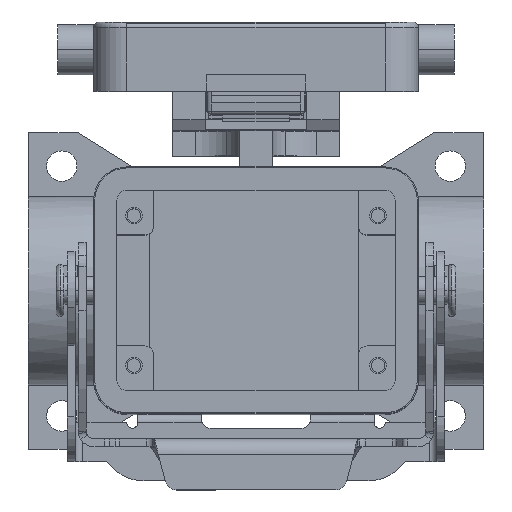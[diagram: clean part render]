
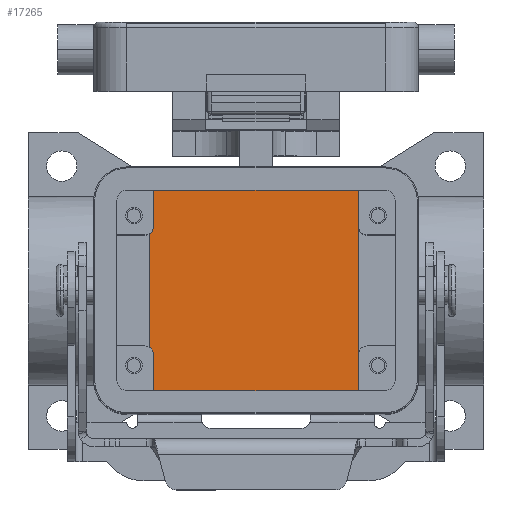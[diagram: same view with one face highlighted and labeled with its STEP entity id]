
A CAD part, top view. The second image highlights one B-rep face of the part: STEP entity #17265.
In plain terms, the highlighted planar face has unit normal (0, 0, 1).
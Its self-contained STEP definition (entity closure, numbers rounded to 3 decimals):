
#17192=CARTESIAN_POINT('',(0.0,0.,-62.0));
#17193=DIRECTION('',(0.0,0.0,1.0));
#17194=DIRECTION('',(1.0,0.0,0.0));
#17195=AXIS2_PLACEMENT_3D('',#17192,#17193,#17194);
#17196=PLANE('',#17195);
#17197=CARTESIAN_POINT('',(-19.25,10.201,-62.0));
#17198=VERTEX_POINT('',#17197);
#17199=CARTESIAN_POINT('',(-19.25,-10.201,-62.0));
#17200=VERTEX_POINT('',#17199);
#17201=CARTESIAN_POINT('',(-19.25,10.201,-62.0));
#17202=DIRECTION('',(0.0,-1.0,0.0));
#17203=VECTOR('',#17202,20.402);
#17204=LINE('',#17201,#17203);
#17205=EDGE_CURVE('',#17198,#17200,#17204,.T.);
#17206=ORIENTED_EDGE('',*,*,#17205,.T.);
#17207=CARTESIAN_POINT('',(-18.5,-11.5,-62.));
#17208=VERTEX_POINT('',#17207);
#17209=CARTESIAN_POINT('',(-20.0,-11.5,-62.0));
#17210=DIRECTION('',(0.0,0.0,-1.0));
#17211=DIRECTION('',(-1.0,0.0,0.0));
#17212=AXIS2_PLACEMENT_3D('',#17209,#17210,#17211);
#17213=CIRCLE('',#17212,1.5);
#17214=EDGE_CURVE('',#17200,#17208,#17213,.T.);
#17215=ORIENTED_EDGE('',*,*,#17214,.T.);
#17216=CARTESIAN_POINT('',(-18.5,-18.25,-62.));
#17217=VERTEX_POINT('',#17216);
#17218=CARTESIAN_POINT('',(-18.5,-11.5,-62.));
#17219=DIRECTION('',(0.0,-1.0,0.0));
#17220=VECTOR('',#17219,6.75);
#17221=LINE('',#17218,#17220);
#17222=EDGE_CURVE('',#17208,#17217,#17221,.T.);
#17223=ORIENTED_EDGE('',*,*,#17222,.T.);
#17224=CARTESIAN_POINT('',(18.5,-18.25,-62.));
#17225=VERTEX_POINT('',#17224);
#17226=CARTESIAN_POINT('',(-18.5,-18.25,-62.));
#17227=DIRECTION('',(1.0,0.0,0.0));
#17228=VECTOR('',#17227,37.0);
#17229=LINE('',#17226,#17228);
#17230=EDGE_CURVE('',#17217,#17225,#17229,.T.);
#17231=ORIENTED_EDGE('',*,*,#17230,.T.);
#17232=CARTESIAN_POINT('',(18.5,18.25,-62.));
#17233=VERTEX_POINT('',#17232);
#17234=CARTESIAN_POINT('',(18.5,-18.25,-62.));
#17235=DIRECTION('',(0.0,1.0,0.0));
#17236=VECTOR('',#17235,36.5);
#17237=LINE('',#17234,#17236);
#17238=EDGE_CURVE('',#17225,#17233,#17237,.T.);
#17239=ORIENTED_EDGE('',*,*,#17238,.T.);
#17240=CARTESIAN_POINT('',(-18.5,18.25,-62.));
#17241=VERTEX_POINT('',#17240);
#17242=CARTESIAN_POINT('',(18.5,18.25,-62.));
#17243=DIRECTION('',(-1.0,0.0,0.0));
#17244=VECTOR('',#17243,37.);
#17245=LINE('',#17242,#17244);
#17246=EDGE_CURVE('',#17233,#17241,#17245,.T.);
#17247=ORIENTED_EDGE('',*,*,#17246,.T.);
#17248=CARTESIAN_POINT('',(-18.5,11.5,-62.));
#17249=VERTEX_POINT('',#17248);
#17250=CARTESIAN_POINT('',(-18.5,18.25,-62.));
#17251=DIRECTION('',(0.0,-1.0,0.0));
#17252=VECTOR('',#17251,6.75);
#17253=LINE('',#17250,#17252);
#17254=EDGE_CURVE('',#17241,#17249,#17253,.T.);
#17255=ORIENTED_EDGE('',*,*,#17254,.T.);
#17256=CARTESIAN_POINT('',(-20.0,11.5,-62.0));
#17257=DIRECTION('',(0.0,0.0,-1.0));
#17258=DIRECTION('',(0.0,-1.0,0.0));
#17259=AXIS2_PLACEMENT_3D('',#17256,#17257,#17258);
#17260=CIRCLE('',#17259,1.5);
#17261=EDGE_CURVE('',#17249,#17198,#17260,.T.);
#17262=ORIENTED_EDGE('',*,*,#17261,.T.);
#17263=EDGE_LOOP('',(#17206,#17215,#17223,#17231,#17239,#17247,#17255,#17262));
#17264=FACE_OUTER_BOUND('',#17263,.T.);
#17265=ADVANCED_FACE('',(#17264),#17196,.T.);
